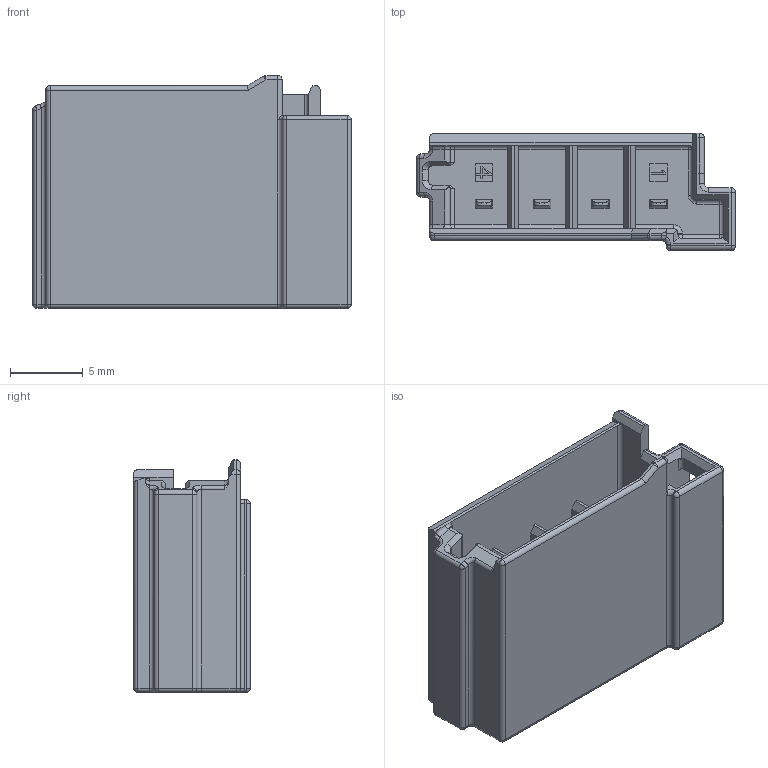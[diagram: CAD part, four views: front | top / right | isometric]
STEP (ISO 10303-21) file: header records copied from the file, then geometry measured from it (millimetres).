
FILE_DESCRIPTION((''),'2;1');
FILE_NAME('2203704-INT_KEY-C_ASM','2015-04-14T',('us082142'),('Tyco Electronics Ltd.'),'PRO/ENGINEER BY PARAMETRIC TECHNOLOGY CORPORATION, 2014090','PRO/ENGINEER BY PARAMETRIC TECHNOLOGY CORPORATION, 2014090','');
FILE_SCHEMA(('CONFIG_CONTROL_DESIGN'));
Length unit declared in the file: millimetre
Products named in the file (3): 2203704-INT_KEYC; 2203704-INT_TAB; 2203704-INT_KEY-C_ASM
Assembly tree (5 placements, depth 2):
  2203704-INT_KEY-C_ASM
    2203704-INT_KEYC
    2203704-INT_TAB  x4
Bounding box: 21.9 x 8.03 x 16 mm (x, y, z)
Volume: 919.9 mm3; surface area: 2228.3 mm2
Topology: 5 solids, 5 shells, 288 faces, 717 edges, 443 vertices
Faces by surface type: plane 138, cylinder 107, sphere 23, torus 14, bspline 6
Entity records: 7601 total; most frequent: CARTESIAN_POINT 1869, ORIENTED_EDGE 1182, DIRECTION 1172, EDGE_CURVE 591, AXIS2_PLACEMENT_3D 395, VECTOR 382, LINE 382, VERTEX_POINT 359
